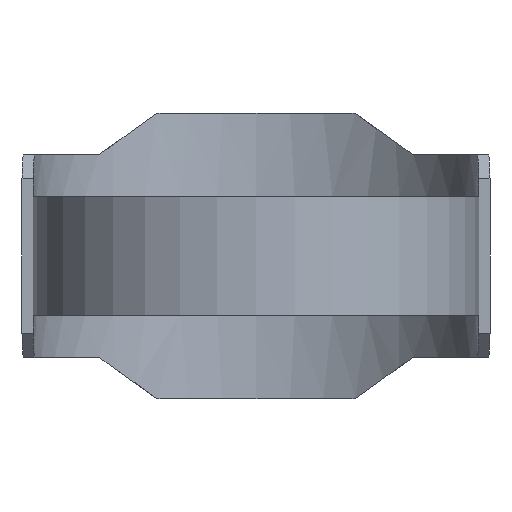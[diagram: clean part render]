
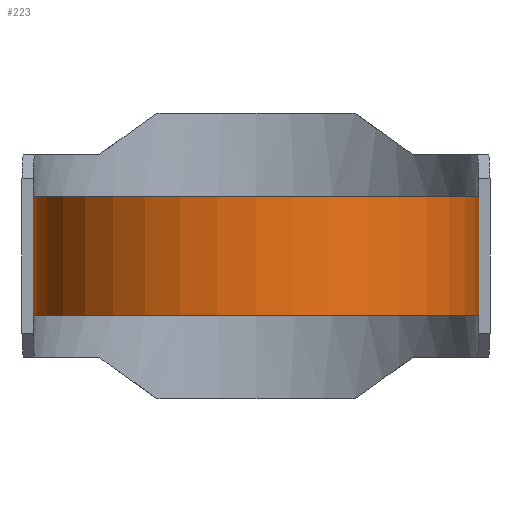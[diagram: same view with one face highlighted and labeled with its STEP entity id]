
A CAD part, front view. The second image highlights one B-rep face of the part: STEP entity #223.
In plain terms, the highlighted cylindrical face has radius 112.5 mm (diameter 225 mm), a partial arc.
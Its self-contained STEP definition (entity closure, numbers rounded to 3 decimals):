
#213 = VERTEX_POINT( '', #563 );
#223 = ADVANCED_FACE( '', ( #575 ), #576, .T. );
#285 = EDGE_CURVE( '', #213, #401, #643, .T. );
#289 = EDGE_CURVE( '', #349, #401, #647, .T. );
#337 = EDGE_CURVE( '', #349, #427, #702, .T. );
#349 = VERTEX_POINT( '', #716 );
#401 = VERTEX_POINT( '', #775 );
#427 = VERTEX_POINT( '', #804 );
#455 = EDGE_CURVE( '', #427, #213, #836, .T. );
#563 = CARTESIAN_POINT( '', ( 112.5, 0., -30. ) );
#575 = FACE_OUTER_BOUND( '', #961, .T. );
#576 = CYLINDRICAL_SURFACE( '', #962, 112.5 );
#643 = LINE( '', #1084, #1085 );
#647 = CIRCLE( '', #1091, 112.5 );
#702 = LINE( '', #1197, #1198 );
#716 = CARTESIAN_POINT( '', ( -112.5, 0., 30. ) );
#775 = CARTESIAN_POINT( '', ( 112.5, 0., 30. ) );
#804 = CARTESIAN_POINT( '', ( -112.5, 0., -30. ) );
#836 = CIRCLE( '', #1396, 112.5 );
#961 = EDGE_LOOP( '', ( #1586, #1587, #1588, #1589 ) );
#962 = AXIS2_PLACEMENT_3D( '', #1590, #1591, #1592 );
#1084 = CARTESIAN_POINT( '', ( 112.5, 0., 0. ) );
#1085 = VECTOR( '', #1662, 1. );
#1091 = AXIS2_PLACEMENT_3D( '', #1666, #1667, #1668 );
#1197 = CARTESIAN_POINT( '', ( -112.5, 0., 0. ) );
#1198 = VECTOR( '', #1739, 1. );
#1396 = AXIS2_PLACEMENT_3D( '', #1904, #1905, #1906 );
#1586 = ORIENTED_EDGE( '', *, *, #285, .T. );
#1587 = ORIENTED_EDGE( '', *, *, #289, .F. );
#1588 = ORIENTED_EDGE( '', *, *, #337, .T. );
#1589 = ORIENTED_EDGE( '', *, *, #455, .T. );
#1590 = CARTESIAN_POINT( '', ( 0., 0., 30. ) );
#1591 = DIRECTION( '', ( 0., 0., 1. ) );
#1592 = DIRECTION( '', ( 1., 0., 0. ) );
#1662 = DIRECTION( '', ( 0., 0., 1. ) );
#1666 = CARTESIAN_POINT( '', ( 0., 0., 30. ) );
#1667 = DIRECTION( '', ( 0., 0., 1. ) );
#1668 = DIRECTION( '', ( 1., 0., 0. ) );
#1739 = DIRECTION( '', ( 0., 0., -1. ) );
#1904 = CARTESIAN_POINT( '', ( 0., 0., -30. ) );
#1905 = DIRECTION( '', ( 0., 0., 1. ) );
#1906 = DIRECTION( '', ( 1., 0., 0. ) );
